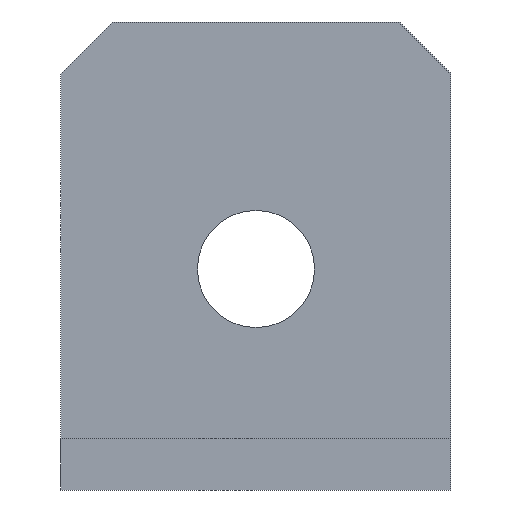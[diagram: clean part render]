
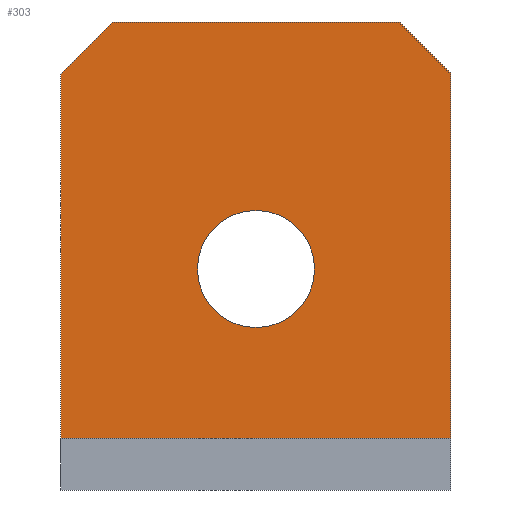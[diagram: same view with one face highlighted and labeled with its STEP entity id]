
A CAD part, front view. The second image highlights one B-rep face of the part: STEP entity #303.
In plain terms, the highlighted planar face has unit normal (0, -1, 0).
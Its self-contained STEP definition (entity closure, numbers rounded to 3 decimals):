
#18=DIRECTION('',(1.,0.,0.));
#19=VECTOR('',#18,15.);
#20=CARTESIAN_POINT('',(-7.5,2.6,-6.5));
#21=LINE('',#20,#19);
#31=DIRECTION('',(0.,0.,-1.));
#32=VECTOR('',#31,14.);
#33=CARTESIAN_POINT('',(-7.5,2.6,7.5));
#34=LINE('',#33,#32);
#60=DIRECTION('',(0.,0.,-1.));
#61=VECTOR('',#60,14.);
#62=CARTESIAN_POINT('',(7.5,2.6,7.5));
#63=LINE('',#62,#61);
#68=DIRECTION('',(-0.707,0.,-0.707));
#69=VECTOR('',#68,2.828);
#70=CARTESIAN_POINT('',(-5.5,2.6,9.5));
#71=LINE('',#70,#69);
#72=DIRECTION('',(-0.707,0.,0.707));
#73=VECTOR('',#72,2.828);
#74=CARTESIAN_POINT('',(7.5,2.6,7.5));
#75=LINE('',#74,#73);
#76=CARTESIAN_POINT('',(0.,2.6,0.));
#77=DIRECTION('',(0.,1.,0.));
#78=DIRECTION('',(0.,0.,1.));
#79=AXIS2_PLACEMENT_3D('',#76,#77,#78);
#81=CARTESIAN_POINT('',(0.,2.6,0.));
#82=DIRECTION('',(0.,1.,0.));
#83=DIRECTION('',(0.,0.,-1.));
#84=AXIS2_PLACEMENT_3D('',#81,#82,#83);
#136=DIRECTION('',(1.,0.,0.));
#137=VECTOR('',#136,11.);
#138=CARTESIAN_POINT('',(-5.5,2.6,9.5));
#139=LINE('',#138,#137);
#148=CARTESIAN_POINT('',(-7.5,2.6,-6.5));
#149=VERTEX_POINT('',#148);
#150=CARTESIAN_POINT('',(7.5,2.6,-6.5));
#151=VERTEX_POINT('',#150);
#152=CARTESIAN_POINT('',(-5.5,2.6,9.5));
#153=CARTESIAN_POINT('',(-7.5,2.6,7.5));
#154=VERTEX_POINT('',#152);
#155=VERTEX_POINT('',#153);
#160=CARTESIAN_POINT('',(7.5,2.6,7.5));
#161=CARTESIAN_POINT('',(5.5,2.6,9.5));
#162=VERTEX_POINT('',#160);
#163=VERTEX_POINT('',#161);
#172=CARTESIAN_POINT('',(0.,2.6,2.25));
#173=CARTESIAN_POINT('',(0.,2.6,-2.25));
#174=VERTEX_POINT('',#172);
#175=VERTEX_POINT('',#173);
#281=CARTESIAN_POINT('',(-7.5,2.6,9.5));
#282=DIRECTION('',(0.,1.,0.));
#283=DIRECTION('',(0.,0.,-1.));
#284=AXIS2_PLACEMENT_3D('',#281,#282,#283);
#285=PLANE('',#284);
#287=ORIENTED_EDGE('',*,*,#286,.F.);
#289=ORIENTED_EDGE('',*,*,#288,.T.);
#291=ORIENTED_EDGE('',*,*,#290,.F.);
#292=ORIENTED_EDGE('',*,*,#272,.T.);
#293=ORIENTED_EDGE('',*,*,#208,.F.);
#294=ORIENTED_EDGE('',*,*,#226,.F.);
#295=EDGE_LOOP('',(#287,#289,#291,#292,#293,#294));
#296=FACE_OUTER_BOUND('',#295,.F.);
#298=ORIENTED_EDGE('',*,*,#297,.F.);
#300=ORIENTED_EDGE('',*,*,#299,.F.);
#301=EDGE_LOOP('',(#298,#300));
#302=FACE_BOUND('',#301,.F.);
#80=CIRCLE('',#79,2.25);
#85=CIRCLE('',#84,2.25);
#208=EDGE_CURVE('',#149,#151,#21,.T.);
#226=EDGE_CURVE('',#155,#149,#34,.T.);
#272=EDGE_CURVE('',#162,#151,#63,.T.);
#286=EDGE_CURVE('',#154,#155,#71,.T.);
#288=EDGE_CURVE('',#154,#163,#139,.T.);
#290=EDGE_CURVE('',#162,#163,#75,.T.);
#297=EDGE_CURVE('',#174,#175,#80,.T.);
#299=EDGE_CURVE('',#175,#174,#85,.T.);
#303=ADVANCED_FACE('',(#296,#302),#285,.F.);
